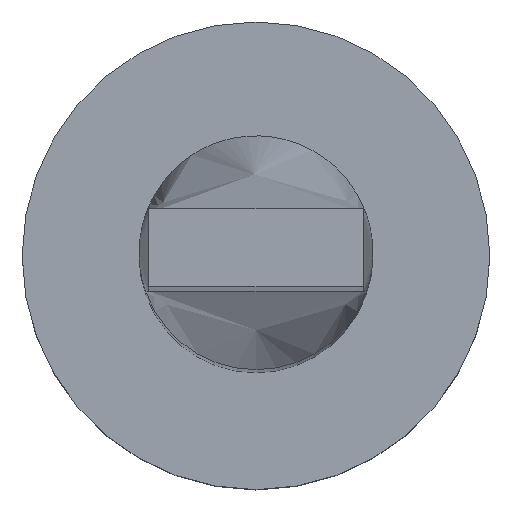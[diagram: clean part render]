
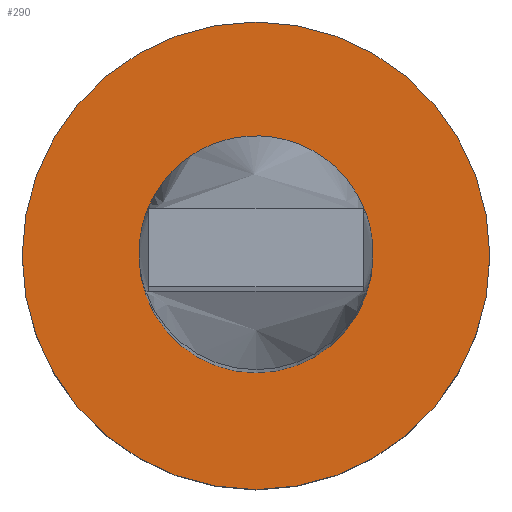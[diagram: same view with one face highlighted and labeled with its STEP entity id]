
A CAD part, top view. The second image highlights one B-rep face of the part: STEP entity #290.
In plain terms, the highlighted planar face has unit normal (0, 0, 1).
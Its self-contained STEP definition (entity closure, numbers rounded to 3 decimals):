
#3 = EDGE_CURVE ( 'NONE', #84, #350, #478, .T. ) ;
#4 = PLANE ( 'NONE',  #156 ) ;
#29 = CIRCLE ( 'NONE', #65, 6. ) ;
#30 = DIRECTION ( 'NONE',  ( 1., 0., 0. ) ) ;
#32 = DIRECTION ( 'NONE',  ( 0., 0., 1. ) ) ;
#46 = CARTESIAN_POINT ( 'NONE',  ( -3., 0., 5. ) ) ;
#65 = AXIS2_PLACEMENT_3D ( 'NONE', #370, #153, #394 ) ;
#76 = ORIENTED_EDGE ( 'NONE', *, *, #531, .F. ) ;
#84 = VERTEX_POINT ( 'NONE', #510 ) ;
#86 = DIRECTION ( 'NONE',  ( 1., 0., 0. ) ) ;
#108 = CARTESIAN_POINT ( 'NONE',  ( 0., 0., 5. ) ) ;
#129 = FACE_OUTER_BOUND ( 'NONE', #207, .T. ) ;
#134 = CARTESIAN_POINT ( 'NONE',  ( 6., 0., 5. ) ) ;
#153 = DIRECTION ( 'NONE',  ( 0., 0., 1. ) ) ;
#156 = AXIS2_PLACEMENT_3D ( 'NONE', #214, #542, #86 ) ;
#197 = CARTESIAN_POINT ( 'NONE',  ( 0., 0., 5. ) ) ;
#206 = ORIENTED_EDGE ( 'NONE', *, *, #507, .T. ) ;
#207 = EDGE_LOOP ( 'NONE', ( #206, #486 ) ) ;
#214 = CARTESIAN_POINT ( 'NONE',  ( 0., 0., 5. ) ) ;
#223 = AXIS2_PLACEMENT_3D ( 'NONE', #197, #331, #375 ) ;
#251 = ORIENTED_EDGE ( 'NONE', *, *, #3, .F. ) ;
#284 = DIRECTION ( 'NONE',  ( 1., 0., 0. ) ) ;
#290 = ADVANCED_FACE ( 'NONE', ( #559, #129 ), #4, .T. ) ;
#297 = EDGE_CURVE ( 'NONE', #341, #327, #29, .T. ) ;
#315 = AXIS2_PLACEMENT_3D ( 'NONE', #426, #32, #30 ) ;
#327 = VERTEX_POINT ( 'NONE', #422 ) ;
#331 = DIRECTION ( 'NONE',  ( 0., 0., 1. ) ) ;
#341 = VERTEX_POINT ( 'NONE', #134 ) ;
#350 = VERTEX_POINT ( 'NONE', #46 ) ;
#370 = CARTESIAN_POINT ( 'NONE',  ( 0., 0., 5. ) ) ;
#375 = DIRECTION ( 'NONE',  ( 1., 0., 0. ) ) ;
#376 = CIRCLE ( 'NONE', #223, 3. ) ;
#394 = DIRECTION ( 'NONE',  ( 1., 0., 0. ) ) ;
#422 = CARTESIAN_POINT ( 'NONE',  ( -6., 0., 5. ) ) ;
#426 = CARTESIAN_POINT ( 'NONE',  ( 0., 0., 5. ) ) ;
#437 = AXIS2_PLACEMENT_3D ( 'NONE', #108, #470, #284 ) ;
#458 = EDGE_LOOP ( 'NONE', ( #76, #251 ) ) ;
#470 = DIRECTION ( 'NONE',  ( 0., 0., 1. ) ) ;
#478 = CIRCLE ( 'NONE', #315, 3. ) ;
#486 = ORIENTED_EDGE ( 'NONE', *, *, #297, .T. ) ;
#487 = CIRCLE ( 'NONE', #437, 6. ) ;
#507 = EDGE_CURVE ( 'NONE', #327, #341, #487, .T. ) ;
#510 = CARTESIAN_POINT ( 'NONE',  ( 3., 0., 5. ) ) ;
#531 = EDGE_CURVE ( 'NONE', #350, #84, #376, .T. ) ;
#542 = DIRECTION ( 'NONE',  ( 0., 0., 1. ) ) ;
#559 = FACE_BOUND ( 'NONE', #458, .T. ) ;
